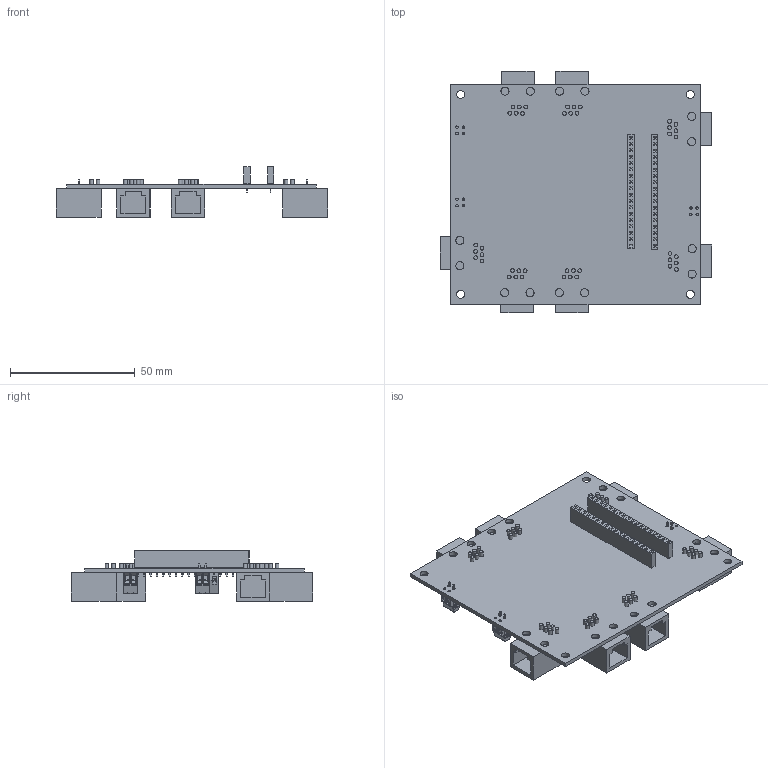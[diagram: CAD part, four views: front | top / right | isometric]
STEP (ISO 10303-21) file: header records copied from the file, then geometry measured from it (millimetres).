
FILE_DESCRIPTION(('KiCad electronic assembly'),'2;1');
FILE_NAME('Alim_Secondaire.step','2024-03-07T14:42:49',('Pcbnew'),( 'Kicad'),'Open CASCADE STEP processor 7.6','KiCad to STEP converter' ,'Unknown');
FILE_SCHEMA(('AUTOMOTIVE_DESIGN { 1 0 10303 214 1 1 1 1 }'));
Length unit declared in the file: millimetre
Products named in the file (8): Alim_Secondaire 1; PinSocket_1x18_P2.54mm_Vertical; PinSocket_1x18_P254mm_Vertical; RJ12; Body; 1725656(1); 1725656_1; Alim_Secondaire_PCB
Assembly tree (16 placements, depth 3):
  Alim_Secondaire 1
    PinSocket_1x18_P2.54mm_Vertical  x2
      PinSocket_1x18_P254mm_Vertical
    RJ12  x7
      Body
    1725656(1)  x3
      1725656_1
    Alim_Secondaire_PCB
Bounding box: 108.79 x 96.57 x 20.2 mm (x, y, z)
Volume: 28422.8 mm3; surface area: 35507.8 mm2
Topology: 31 solids, 31 shells, 3377 faces, 9036 edges, 5944 vertices
Faces by surface type: plane 2849, cylinder 492, cone 24, sphere 12
Full cylindrical faces by diameter (mm): 0.76 x42, 1 x36, 1.01 x6, 1.05 x6, 1.52 x42, 3.2 x4, 3.25 x14
Entity records: 51973 total; most frequent: CARTESIAN_POINT 8348, ORIENTED_EDGE 7304, DIRECTION 6826, EDGE_CURVE 3652, LINE 3134, VECTOR 3134, VERTEX_POINT 2400, AXIS2_PLACEMENT_3D 1846
